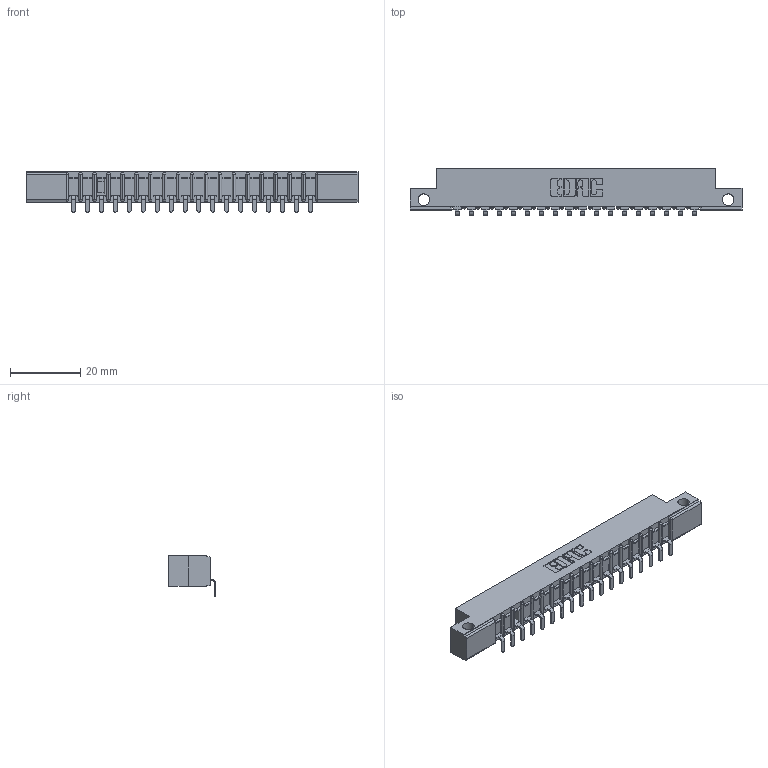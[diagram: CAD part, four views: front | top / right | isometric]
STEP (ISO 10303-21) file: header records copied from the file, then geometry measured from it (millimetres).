
FILE_DESCRIPTION (( 'STEP AP203' ), '1' );
FILE_NAME ('357-018-553-112.STEP', '2018-08-08T05:05:10', ( '' ), ( '' ), 'SwSTEP 2.0', 'SolidWorks 2016', '' );
FILE_SCHEMA (( 'CONFIG_CONTROL_DESIGN' ));
Length unit declared in the file: inch
Products named in the file (3): 307 Part_.128 Dia Side Mounting Holes; 307-290-002_553; 357-018-553-112
Assembly tree (19 placements, depth 2):
  357-018-553-112
    307 Part_.128 Dia Side Mounting Holes
    307-290-002_553  x18
Bounding box: 94.34 x 13.32 x 11.51 mm (x, y, z)
Volume: 520.8 mm3; surface area: 10835.1 mm2
Topology: 18 solids, 19 shells, 1541 faces, 4713 edges, 3088 vertices
Faces by surface type: plane 916, cylinder 587, sphere 38
Entity records: 19246 total; most frequent: CARTESIAN_POINT 3244, ORIENTED_EDGE 3234, DIRECTION 3163, EDGE_CURVE 1617, LINE 1225, VECTOR 1225, VERTEX_POINT 1050, AXIS2_PLACEMENT_3D 969
